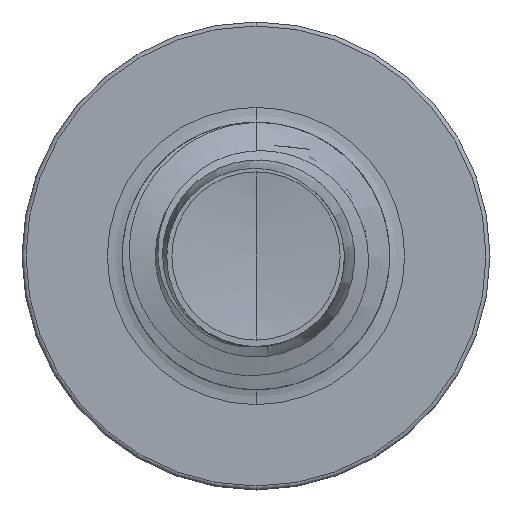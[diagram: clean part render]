
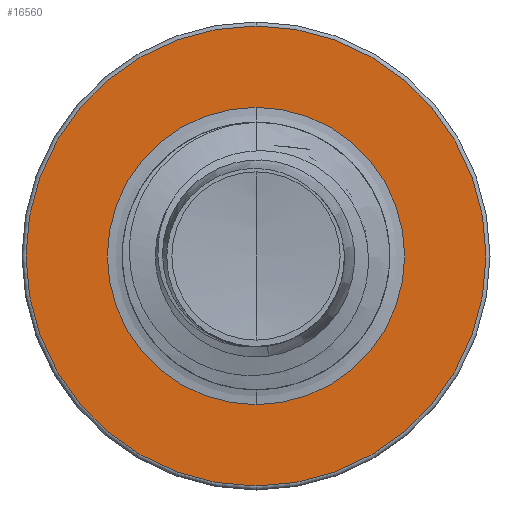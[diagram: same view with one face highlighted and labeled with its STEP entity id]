
A CAD part, front view. The second image highlights one B-rep face of the part: STEP entity #16560.
In plain terms, the highlighted planar face has unit normal (0, -1, 0).
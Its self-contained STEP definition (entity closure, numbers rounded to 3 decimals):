
#842 = DIRECTION ( 'NONE',  ( 0., 1., 0. ) ) ;
#1390 = EDGE_LOOP ( 'NONE', ( #7751, #11379 ) ) ;
#1460 = AXIS2_PLACEMENT_3D ( 'NONE', #4649, #842, #1717 ) ;
#1717 = DIRECTION ( 'NONE',  ( 0., 0., 1. ) ) ;
#1864 = AXIS2_PLACEMENT_3D ( 'NONE', #31840, #31831, #31800 ) ;
#3079 = AXIS2_PLACEMENT_3D ( 'NONE', #10814, #27628, #13466 ) ;
#4061 = EDGE_CURVE ( 'NONE', #20597, #5665, #8833, .T. ) ;
#4649 = CARTESIAN_POINT ( 'NONE',  ( 0., 10., 0. ) ) ;
#5119 = EDGE_CURVE ( 'NONE', #27505, #8436, #19817, .T. ) ;
#5665 = VERTEX_POINT ( 'NONE', #30364 ) ;
#7043 = CIRCLE ( 'NONE', #23866, 1.72 ) ;
#7751 = ORIENTED_EDGE ( 'NONE', *, *, #28018, .T. ) ;
#7922 = CARTESIAN_POINT ( 'NONE',  ( 0., 10., -1.72 ) ) ;
#8436 = VERTEX_POINT ( 'NONE', #7922 ) ;
#8833 = CIRCLE ( 'NONE', #1460, 1.112 ) ;
#10323 = CIRCLE ( 'NONE', #3079, 1.112 ) ;
#10424 = FACE_BOUND ( 'NONE', #1390, .T. ) ;
#10814 = CARTESIAN_POINT ( 'NONE',  ( 0., 10., 0. ) ) ;
#11379 = ORIENTED_EDGE ( 'NONE', *, *, #4061, .T. ) ;
#11394 = DIRECTION ( 'NONE',  ( 0., 1., 0. ) ) ;
#12546 = AXIS2_PLACEMENT_3D ( 'NONE', #28718, #14974, #31550 ) ;
#13236 = CARTESIAN_POINT ( 'NONE',  ( 0., 10., -1.112 ) ) ;
#13466 = DIRECTION ( 'NONE',  ( 0., 0., 1. ) ) ;
#14974 = DIRECTION ( 'NONE',  ( 0., 1., 0. ) ) ;
#15262 = ORIENTED_EDGE ( 'NONE', *, *, #28115, .F. ) ;
#15694 = CARTESIAN_POINT ( 'NONE',  ( 0., 10., 1.72 ) ) ;
#16560 = ADVANCED_FACE ( 'NONE', ( #31175, #10424 ), #26672, .F. ) ;
#19817 = CIRCLE ( 'NONE', #1864, 1.72 ) ;
#20597 = VERTEX_POINT ( 'NONE', #13236 ) ;
#23866 = AXIS2_PLACEMENT_3D ( 'NONE', #25832, #11394, #28137 ) ;
#24857 = EDGE_LOOP ( 'NONE', ( #30530, #15262 ) ) ;
#25832 = CARTESIAN_POINT ( 'NONE',  ( 0., 10., 0. ) ) ;
#26672 = PLANE ( 'NONE',  #12546 ) ;
#27505 = VERTEX_POINT ( 'NONE', #15694 ) ;
#27628 = DIRECTION ( 'NONE',  ( 0., 1., 0. ) ) ;
#28018 = EDGE_CURVE ( 'NONE', #5665, #20597, #10323, .T. ) ;
#28115 = EDGE_CURVE ( 'NONE', #8436, #27505, #7043, .T. ) ;
#28137 = DIRECTION ( 'NONE',  ( 0., 0., 1. ) ) ;
#28718 = CARTESIAN_POINT ( 'NONE',  ( 0., 10., -1.112 ) ) ;
#30364 = CARTESIAN_POINT ( 'NONE',  ( 0., 10., 1.112 ) ) ;
#30530 = ORIENTED_EDGE ( 'NONE', *, *, #5119, .F. ) ;
#31175 = FACE_OUTER_BOUND ( 'NONE', #24857, .T. ) ;
#31550 = DIRECTION ( 'NONE',  ( 0., 0., 1. ) ) ;
#31800 = DIRECTION ( 'NONE',  ( 0., 0., 1. ) ) ;
#31831 = DIRECTION ( 'NONE',  ( 0., 1., 0. ) ) ;
#31840 = CARTESIAN_POINT ( 'NONE',  ( 0., 10., 0. ) ) ;
